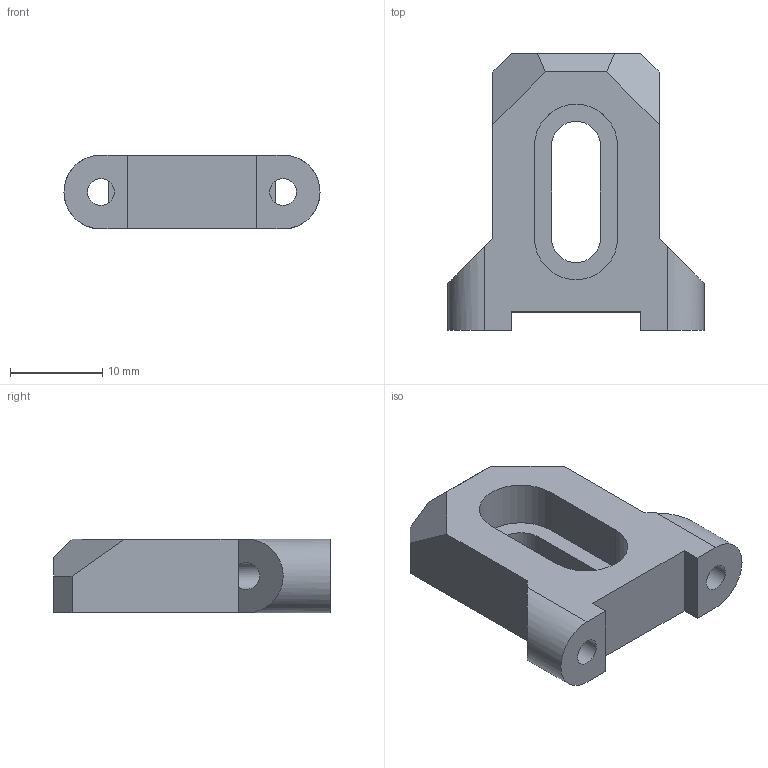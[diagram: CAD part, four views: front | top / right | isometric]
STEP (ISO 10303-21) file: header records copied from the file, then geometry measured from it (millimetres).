
FILE_DESCRIPTION(/* description */ ('STEP AP214'),/* implementation_level */ '2;1');
FILE_NAME(/* name */ '603a479b83511015a261f0e9',/* time_stamp */ '2021-02-27T13:22:36+00:00',/* author */ (''),/* organization */ (''),/* preprocessor_version */ 'ST-DEVELOPER v18.1',/* originating_system */ ' ',/* authorisation */ ' ');
FILE_SCHEMA (('AUTOMOTIVE_DESIGN {1 0 10303 214 3 1 1}'));
Length unit declared in the file: metre
Products named in the file (1): y_max_endstop_angled_endstop
Bounding box: 27.75 x 30 x 8 mm (x, y, z)
Volume: 3358.1 mm3; surface area: 2276.8 mm2
Topology: 1 solids, 1 shells, 32 faces, 89 edges, 58 vertices
Faces by surface type: plane 24, cylinder 8
Full cylindrical faces by diameter (mm): 2.9 x2
Entity records: 1033 total; most frequent: CARTESIAN_POINT 174, ORIENTED_EDGE 170, DIRECTION 169, EDGE_CURVE 85, LINE 67, VECTOR 67, VERTEX_POINT 56, AXIS2_PLACEMENT_3D 51
